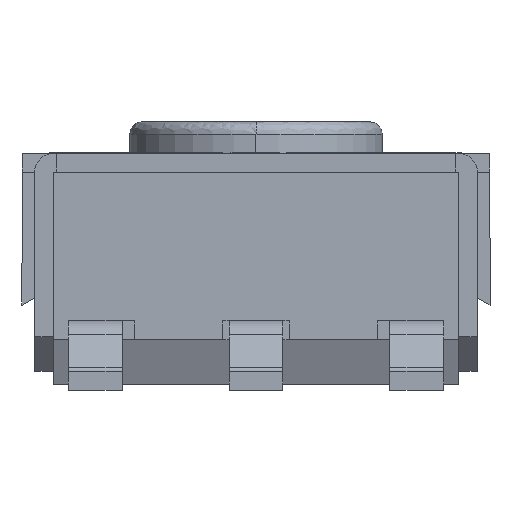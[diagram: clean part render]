
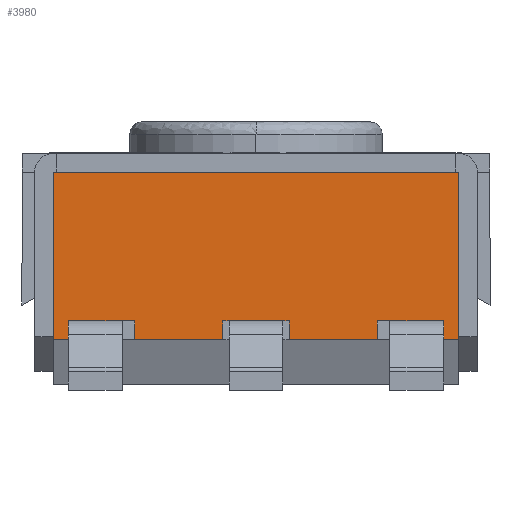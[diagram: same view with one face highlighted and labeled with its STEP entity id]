
A CAD part, left-side view. The second image highlights one B-rep face of the part: STEP entity #3980.
In plain terms, the highlighted planar face has unit normal (-1, 0, 0).
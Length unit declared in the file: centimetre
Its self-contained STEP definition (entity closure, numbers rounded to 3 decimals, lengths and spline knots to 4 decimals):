
#134 = CARTESIAN_POINT ( 'NONE',  ( -0.36, 0., 0.335 ) ) ;
#204 = VECTOR ( 'NONE', #7335, 100. ) ;
#370 = CARTESIAN_POINT ( 'NONE',  ( -0.36, -0.32, 0.335 ) ) ;
#660 = DIRECTION ( 'NONE',  ( 0., 0., 1. ) ) ;
#1106 = ORIENTED_EDGE ( 'NONE', *, *, #20815, .T. ) ;
#1674 = VECTOR ( 'NONE', #12503, 100. ) ;
#1954 = CARTESIAN_POINT ( 'NONE',  ( -0.36, 0.32, 0.07 ) ) ;
#2051 = ORIENTED_EDGE ( 'NONE', *, *, #20434, .T. ) ;
#2144 = PLANE ( 'NONE',  #12091 ) ;
#3980 = ADVANCED_FACE ( 'NONE', ( #15718 ), #2144, .T. ) ;
#7335 = DIRECTION ( 'NONE',  ( 0., 0., -1. ) ) ;
#7572 = LINE ( 'NONE', #18009, #204 ) ;
#8057 = ORIENTED_EDGE ( 'NONE', *, *, #21220, .F. ) ;
#8662 = EDGE_LOOP ( 'NONE', ( #8057, #15784, #2051, #1106 ) ) ;
#9425 = LINE ( 'NONE', #16399, #13051 ) ;
#10528 = VECTOR ( 'NONE', #19614, 100. ) ;
#10914 = LINE ( 'NONE', #17896, #1674 ) ;
#11959 = CARTESIAN_POINT ( 'NONE',  ( -0.36, 0.32, 0.335 ) ) ;
#12091 = AXIS2_PLACEMENT_3D ( 'NONE', #19477, #17768, #14192 ) ;
#12284 = CARTESIAN_POINT ( 'NONE',  ( -0.36, -0.32, 0.07 ) ) ;
#12503 = DIRECTION ( 'NONE',  ( 0., -1., 0. ) ) ;
#13051 = VECTOR ( 'NONE', #660, 100. ) ;
#14192 = DIRECTION ( 'NONE',  ( 0., 0., 1. ) ) ;
#14699 = VERTEX_POINT ( 'NONE', #12284 ) ;
#15718 = FACE_OUTER_BOUND ( 'NONE', #8662, .T. ) ;
#15784 = ORIENTED_EDGE ( 'NONE', *, *, #20410, .T. ) ;
#15861 = VERTEX_POINT ( 'NONE', #370 ) ;
#16399 = CARTESIAN_POINT ( 'NONE',  ( -0.36, -0.32, 0. ) ) ;
#17768 = DIRECTION ( 'NONE',  ( -1., 0., 0. ) ) ;
#17896 = CARTESIAN_POINT ( 'NONE',  ( -0.36, 0., 0.07 ) ) ;
#18009 = CARTESIAN_POINT ( 'NONE',  ( -0.36, 0.32, 0. ) ) ;
#18273 = VERTEX_POINT ( 'NONE', #1954 ) ;
#18315 = VERTEX_POINT ( 'NONE', #11959 ) ;
#19477 = CARTESIAN_POINT ( 'NONE',  ( -0.36, 0., 0. ) ) ;
#19614 = DIRECTION ( 'NONE',  ( 0., -1., 0. ) ) ;
#20410 = EDGE_CURVE ( 'NONE', #18315, #18273, #7572, .T. ) ;
#20434 = EDGE_CURVE ( 'NONE', #18273, #14699, #10914, .T. ) ;
#20815 = EDGE_CURVE ( 'NONE', #14699, #15861, #9425, .T. ) ;
#21114 = LINE ( 'NONE', #134, #10528 ) ;
#21220 = EDGE_CURVE ( 'NONE', #18315, #15861, #21114, .T. ) ;
